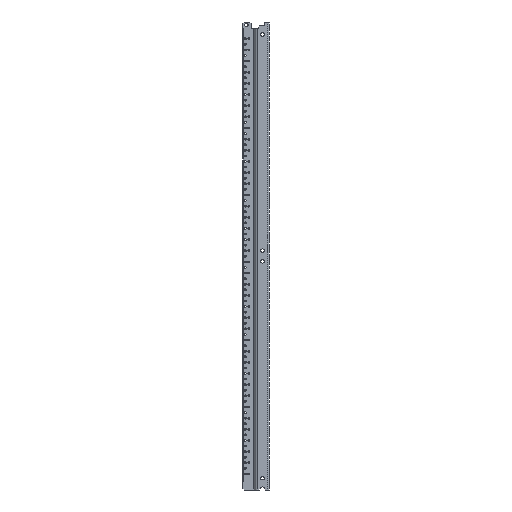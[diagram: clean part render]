
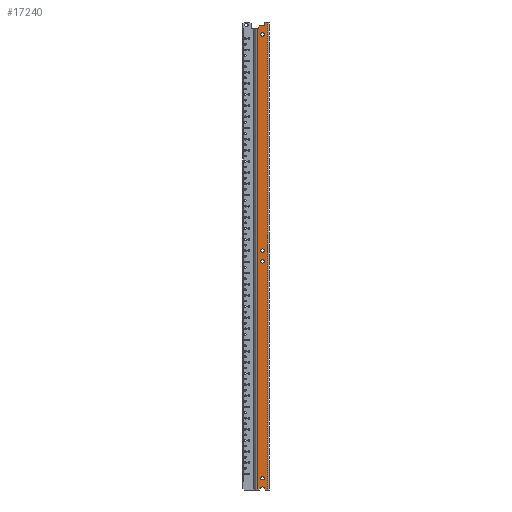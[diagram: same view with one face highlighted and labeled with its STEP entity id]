
A CAD part, front view. The second image highlights one B-rep face of the part: STEP entity #17240.
In plain terms, the highlighted face is planar.
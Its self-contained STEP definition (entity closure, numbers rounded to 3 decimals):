
#5973=DIRECTION('',(0.,-1.,0.));
#5974=VECTOR('',#5973,1033.29);
#5975=CARTESIAN_POINT('',(17.,734.79,26.916));
#5976=LINE('',#5975,#5974);
#5980=CARTESIAN_POINT('',(17.,-272.,14.995));
#5981=DIRECTION('',(1.,0.,0.));
#5982=DIRECTION('',(0.,1.,0.));
#5983=AXIS2_PLACEMENT_3D('',#5980,#5981,#5982);
#5988=CARTESIAN_POINT('',(17.,-272.,14.995));
#5989=DIRECTION('',(1.,0.,0.));
#5990=DIRECTION('',(0.,-1.,0.));
#5991=AXIS2_PLACEMENT_3D('',#5988,#5989,#5990);
#5996=CARTESIAN_POINT('',(17.,722.,14.995));
#5997=DIRECTION('',(1.,0.,0.));
#5998=DIRECTION('',(0.,1.,0.));
#5999=AXIS2_PLACEMENT_3D('',#5996,#5997,#5998);
#6004=CARTESIAN_POINT('',(17.,722.,14.995));
#6005=DIRECTION('',(1.,0.,0.));
#6006=DIRECTION('',(0.,-1.,0.));
#6007=AXIS2_PLACEMENT_3D('',#6004,#6005,#6006);
#6012=CARTESIAN_POINT('',(17.,214.,14.995));
#6013=DIRECTION('',(-1.,0.,0.));
#6014=DIRECTION('',(0.,-1.,0.));
#6015=AXIS2_PLACEMENT_3D('',#6012,#6013,#6014);
#6020=CARTESIAN_POINT('',(17.,214.,14.995));
#6021=DIRECTION('',(-1.,0.,0.));
#6022=DIRECTION('',(0.,1.,0.));
#6023=AXIS2_PLACEMENT_3D('',#6020,#6021,#6022);
#6028=CARTESIAN_POINT('',(17.,237.5,14.995));
#6029=DIRECTION('',(-1.,0.,0.));
#6030=DIRECTION('',(0.,-1.,0.));
#6031=AXIS2_PLACEMENT_3D('',#6028,#6029,#6030);
#6036=CARTESIAN_POINT('',(17.,237.5,14.995));
#6037=DIRECTION('',(-1.,0.,0.));
#6038=DIRECTION('',(0.,1.,0.));
#6039=AXIS2_PLACEMENT_3D('',#6036,#6037,#6038);
#6044=DIRECTION('',(0.,0.,1.));
#6045=VECTOR('',#6044,4.52);
#6046=CARTESIAN_POINT('',(17.,-298.5,3.));
#6047=LINE('',#6046,#6045);
#6051=DIRECTION('',(0.,0.844,0.537));
#6052=VECTOR('',#6051,5.287);
#6053=CARTESIAN_POINT('',(17.,-298.5,7.52));
#6054=LINE('',#6053,#6052);
#6058=CARTESIAN_POINT('',(17.,-296.999,14.995));
#6059=DIRECTION('',(1.,0.,0.));
#6060=DIRECTION('',(0.,0.538,-0.843));
#6061=AXIS2_PLACEMENT_3D('',#6058,#6059,#6060);
#6066=DIRECTION('',(0.,-0.844,0.537));
#6067=VECTOR('',#6066,5.287);
#6068=CARTESIAN_POINT('',(17.,-294.04,19.63));
#6069=LINE('',#6068,#6067);
#6073=DIRECTION('',(0.,0.,1.));
#6074=VECTOR('',#6073,4.446);
#6075=CARTESIAN_POINT('',(17.,-298.5,22.47));
#6076=LINE('',#6075,#6074);
#6080=DIRECTION('',(0.,0.,-1.));
#6081=VECTOR('',#6080,1.916);
#6082=CARTESIAN_POINT('',(17.,734.79,26.916));
#6083=LINE('',#6082,#6081);
#6087=DIRECTION('',(0.,0.707,-0.707));
#6088=VECTOR('',#6087,4.243);
#6089=CARTESIAN_POINT('',(17.,738.1,25.));
#6090=LINE('',#6089,#6088);
#6094=CARTESIAN_POINT('',(17.,746.1,15.));
#6095=DIRECTION('',(1.,0.,0.));
#6096=DIRECTION('',(0.,-1.,0.));
#6097=AXIS2_PLACEMENT_3D('',#6094,#6095,#6096);
#6102=DIRECTION('',(0.,0.,-1.));
#6103=VECTOR('',#6102,7.);
#6104=CARTESIAN_POINT('',(17.,750.,10.));
#6105=LINE('',#6104,#6103);
#6605=DIRECTION('',(0.,1.,0.));
#6606=VECTOR('',#6605,1048.5);
#6607=CARTESIAN_POINT('',(17.,-298.5,3.));
#6608=LINE('',#6607,#6606);
#10502=DIRECTION('',(0.,-1.,0.));
#10503=VECTOR('',#10502,3.9);
#10504=CARTESIAN_POINT('',(17.,750.,10.));
#10505=LINE('',#10504,#10503);
#10523=DIRECTION('',(0.,0.,1.));
#10524=VECTOR('',#10523,7.);
#10525=CARTESIAN_POINT('',(17.,741.1,15.));
#10526=LINE('',#10525,#10524);
#10544=DIRECTION('',(0.,-1.,0.));
#10545=VECTOR('',#10544,3.31);
#10546=CARTESIAN_POINT('',(17.,738.1,25.));
#10547=LINE('',#10546,#10545);
#11188=CARTESIAN_POINT('',(17.,726.,14.995));
#11189=CARTESIAN_POINT('',(17.,718.,14.995));
#11190=VERTEX_POINT('',#11188);
#11191=VERTEX_POINT('',#11189);
#11192=CARTESIAN_POINT('',(17.,734.79,26.916));
#11193=CARTESIAN_POINT('',(17.,734.79,25.));
#11194=VERTEX_POINT('',#11192);
#11195=VERTEX_POINT('',#11193);
#11196=CARTESIAN_POINT('',(17.,738.1,25.));
#11197=VERTEX_POINT('',#11196);
#11198=CARTESIAN_POINT('',(17.,741.1,22.));
#11199=VERTEX_POINT('',#11198);
#11200=CARTESIAN_POINT('',(17.,741.1,15.));
#11201=VERTEX_POINT('',#11200);
#11202=CARTESIAN_POINT('',(17.,746.1,10.));
#11203=VERTEX_POINT('',#11202);
#11204=CARTESIAN_POINT('',(17.,750.,10.));
#11205=VERTEX_POINT('',#11204);
#11206=CARTESIAN_POINT('',(17.,750.,3.));
#11207=VERTEX_POINT('',#11206);
#12358=CARTESIAN_POINT('',(17.,210.,14.995));
#12359=CARTESIAN_POINT('',(17.,218.,14.995));
#12360=VERTEX_POINT('',#12358);
#12361=VERTEX_POINT('',#12359);
#12362=CARTESIAN_POINT('',(17.,233.5,14.995));
#12363=CARTESIAN_POINT('',(17.,241.5,14.995));
#12364=VERTEX_POINT('',#12362);
#12365=VERTEX_POINT('',#12363);
#12408=CARTESIAN_POINT('',(17.,-298.5,3.));
#12409=CARTESIAN_POINT('',(17.,-298.5,7.52));
#12410=VERTEX_POINT('',#12408);
#12411=VERTEX_POINT('',#12409);
#12412=CARTESIAN_POINT('',(17.,-294.04,10.36));
#12413=VERTEX_POINT('',#12412);
#12414=CARTESIAN_POINT('',(17.,-294.04,19.63));
#12415=VERTEX_POINT('',#12414);
#12416=CARTESIAN_POINT('',(17.,-298.5,22.47));
#12417=VERTEX_POINT('',#12416);
#12418=CARTESIAN_POINT('',(17.,-298.5,26.916));
#12419=VERTEX_POINT('',#12418);
#12420=CARTESIAN_POINT('',(17.,-268.,14.995));
#12421=CARTESIAN_POINT('',(17.,-276.,14.995));
#12422=VERTEX_POINT('',#12420);
#12423=VERTEX_POINT('',#12421);
#17182=CARTESIAN_POINT('',(17.,600.,0.));
#17183=DIRECTION('',(1.,0.,0.));
#17184=DIRECTION('',(0.,-1.,0.));
#17185=AXIS2_PLACEMENT_3D('',#17182,#17183,#17184);
#17186=PLANE('',#17185);
#17188=ORIENTED_EDGE('',*,*,#17187,.F.);
#17190=ORIENTED_EDGE('',*,*,#17189,.T.);
#17192=ORIENTED_EDGE('',*,*,#17191,.T.);
#17194=ORIENTED_EDGE('',*,*,#17193,.T.);
#17196=ORIENTED_EDGE('',*,*,#17195,.T.);
#17198=ORIENTED_EDGE('',*,*,#17197,.T.);
#17199=ORIENTED_EDGE('',*,*,#17172,.F.);
#17201=ORIENTED_EDGE('',*,*,#17200,.T.);
#17203=ORIENTED_EDGE('',*,*,#17202,.F.);
#17205=ORIENTED_EDGE('',*,*,#17204,.T.);
#17207=ORIENTED_EDGE('',*,*,#17206,.F.);
#17209=ORIENTED_EDGE('',*,*,#17208,.T.);
#17211=ORIENTED_EDGE('',*,*,#17210,.F.);
#17213=ORIENTED_EDGE('',*,*,#17212,.T.);
#17214=EDGE_LOOP('',(#17188,#17190,#17192,#17194,#17196,#17198,#17199,#17201,
#17203,#17205,#17207,#17209,#17211,#17213));
#17215=FACE_OUTER_BOUND('',#17214,.F.);
#17217=ORIENTED_EDGE('',*,*,#17216,.T.);
#17219=ORIENTED_EDGE('',*,*,#17218,.T.);
#17220=EDGE_LOOP('',(#17217,#17219));
#17221=FACE_BOUND('',#17220,.F.);
#17223=ORIENTED_EDGE('',*,*,#17222,.F.);
#17225=ORIENTED_EDGE('',*,*,#17224,.F.);
#17226=EDGE_LOOP('',(#17223,#17225));
#17227=FACE_BOUND('',#17226,.F.);
#17229=ORIENTED_EDGE('',*,*,#17228,.F.);
#17231=ORIENTED_EDGE('',*,*,#17230,.F.);
#17232=EDGE_LOOP('',(#17229,#17231));
#17233=FACE_BOUND('',#17232,.F.);
#17235=ORIENTED_EDGE('',*,*,#17234,.T.);
#17237=ORIENTED_EDGE('',*,*,#17236,.T.);
#17238=EDGE_LOOP('',(#17235,#17237));
#17239=FACE_BOUND('',#17238,.F.);
#5984=CIRCLE('',#5983,4.);
#5992=CIRCLE('',#5991,4.);
#6000=CIRCLE('',#5999,4.);
#6008=CIRCLE('',#6007,4.);
#6016=CIRCLE('',#6015,4.);
#6024=CIRCLE('',#6023,4.);
#6032=CIRCLE('',#6031,4.);
#6040=CIRCLE('',#6039,4.);
#6062=CIRCLE('',#6061,5.499);
#6098=CIRCLE('',#6097,5.);
#17172=EDGE_CURVE('',#11194,#12419,#5976,.T.);
#17187=EDGE_CURVE('',#12410,#11207,#6608,.T.);
#17189=EDGE_CURVE('',#12410,#12411,#6047,.T.);
#17191=EDGE_CURVE('',#12411,#12413,#6054,.T.);
#17193=EDGE_CURVE('',#12413,#12415,#6062,.T.);
#17195=EDGE_CURVE('',#12415,#12417,#6069,.T.);
#17197=EDGE_CURVE('',#12417,#12419,#6076,.T.);
#17200=EDGE_CURVE('',#11194,#11195,#6083,.T.);
#17202=EDGE_CURVE('',#11197,#11195,#10547,.T.);
#17204=EDGE_CURVE('',#11197,#11199,#6090,.T.);
#17206=EDGE_CURVE('',#11201,#11199,#10526,.T.);
#17208=EDGE_CURVE('',#11201,#11203,#6098,.T.);
#17210=EDGE_CURVE('',#11205,#11203,#10505,.T.);
#17212=EDGE_CURVE('',#11205,#11207,#6105,.T.);
#17216=EDGE_CURVE('',#11190,#11191,#6000,.T.);
#17218=EDGE_CURVE('',#11191,#11190,#6008,.T.);
#17222=EDGE_CURVE('',#12360,#12361,#6016,.T.);
#17224=EDGE_CURVE('',#12361,#12360,#6024,.T.);
#17228=EDGE_CURVE('',#12364,#12365,#6032,.T.);
#17230=EDGE_CURVE('',#12365,#12364,#6040,.T.);
#17234=EDGE_CURVE('',#12422,#12423,#5984,.T.);
#17236=EDGE_CURVE('',#12423,#12422,#5992,.T.);
#17240=ADVANCED_FACE('',(#17215,#17221,#17227,#17233,#17239),#17186,.T.);
